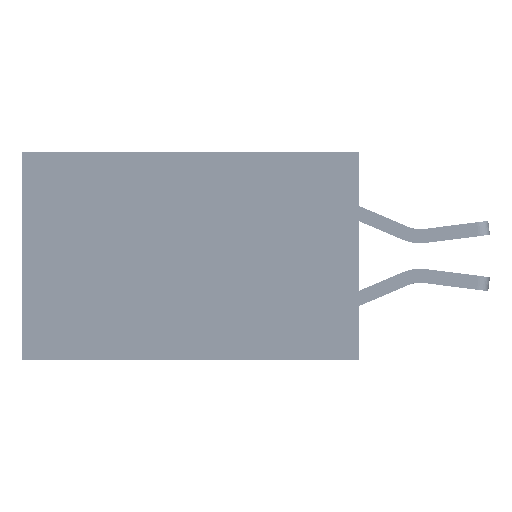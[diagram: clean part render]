
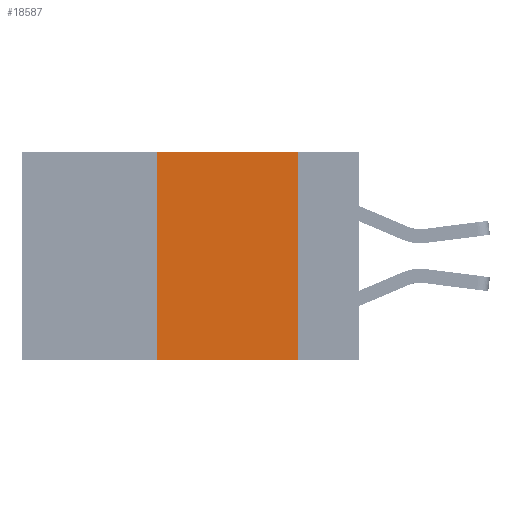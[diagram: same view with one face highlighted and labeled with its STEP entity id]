
A CAD part, left-side view. The second image highlights one B-rep face of the part: STEP entity #18587.
In plain terms, the highlighted planar face has unit normal (-1, 0, 0).
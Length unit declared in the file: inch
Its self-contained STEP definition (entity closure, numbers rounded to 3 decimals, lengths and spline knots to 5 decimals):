
#2001 = VECTOR ( 'NONE', #32293, 39.37008 ) ;
#4467 = EDGE_LOOP ( 'NONE', ( #14588, #17587, #20145, #23032 ) ) ;
#4997 = EDGE_CURVE ( 'NONE', #32437, #46089, #19702, .T. ) ;
#5288 = CARTESIAN_POINT ( 'NONE',  ( 0., 0.6, 0. ) ) ;
#9224 = PLANE ( 'NONE',  #24394 ) ;
#11898 = LINE ( 'NONE', #28595, #2001 ) ;
#12493 = DIRECTION ( 'NONE',  ( 0., 0., 1. ) ) ;
#12741 = LINE ( 'NONE', #42539, #31254 ) ;
#14588 = ORIENTED_EDGE ( 'NONE', *, *, #4997, .F. ) ;
#15648 = CARTESIAN_POINT ( 'NONE',  ( 0., 0.36, -0.37 ) ) ;
#16639 = DIRECTION ( 'NONE',  ( 1., 0., 0. ) ) ;
#16850 = DIRECTION ( 'NONE',  ( 0., -1., 0. ) ) ;
#17587 = ORIENTED_EDGE ( 'NONE', *, *, #40015, .F. ) ;
#18587 = ADVANCED_FACE ( 'NONE', ( #24638 ), #9224, .F. ) ;
#19702 = LINE ( 'NONE', #21098, #39230 ) ;
#20145 = ORIENTED_EDGE ( 'NONE', *, *, #46235, .F. ) ;
#21098 = CARTESIAN_POINT ( 'NONE',  ( 0., 0.11, 0. ) ) ;
#21639 = VERTEX_POINT ( 'NONE', #15648 ) ;
#23032 = ORIENTED_EDGE ( 'NONE', *, *, #30131, .T. ) ;
#24394 = AXIS2_PLACEMENT_3D ( 'NONE', #5288, #16639, #42336 ) ;
#24638 = FACE_OUTER_BOUND ( 'NONE', #4467, .T. ) ;
#27921 = LINE ( 'NONE', #41929, #46128 ) ;
#28595 = CARTESIAN_POINT ( 'NONE',  ( 0., 0.6, -0.37 ) ) ;
#29629 = VERTEX_POINT ( 'NONE', #36982 ) ;
#30131 = EDGE_CURVE ( 'NONE', #21639, #46089, #11898, .T. ) ;
#31254 = VECTOR ( 'NONE', #16850, 39.37008 ) ;
#32293 = DIRECTION ( 'NONE',  ( 0., -1., 0. ) ) ;
#32437 = VERTEX_POINT ( 'NONE', #38610 ) ;
#36982 = CARTESIAN_POINT ( 'NONE',  ( 0., 0.36, 0. ) ) ;
#38610 = CARTESIAN_POINT ( 'NONE',  ( 0., 0.11, 0. ) ) ;
#39230 = VECTOR ( 'NONE', #43023, 39.37008 ) ;
#40015 = EDGE_CURVE ( 'NONE', #29629, #32437, #12741, .T. ) ;
#41929 = CARTESIAN_POINT ( 'NONE',  ( 0., 0.36, 0. ) ) ;
#42336 = DIRECTION ( 'NONE',  ( 0., 0., -1. ) ) ;
#42539 = CARTESIAN_POINT ( 'NONE',  ( 0., 0.6, 0. ) ) ;
#43023 = DIRECTION ( 'NONE',  ( 0., 0., -1. ) ) ;
#44765 = CARTESIAN_POINT ( 'NONE',  ( 0., 0.11, -0.37 ) ) ;
#46089 = VERTEX_POINT ( 'NONE', #44765 ) ;
#46128 = VECTOR ( 'NONE', #12493, 39.37008 ) ;
#46235 = EDGE_CURVE ( 'NONE', #21639, #29629, #27921, .T. ) ;
